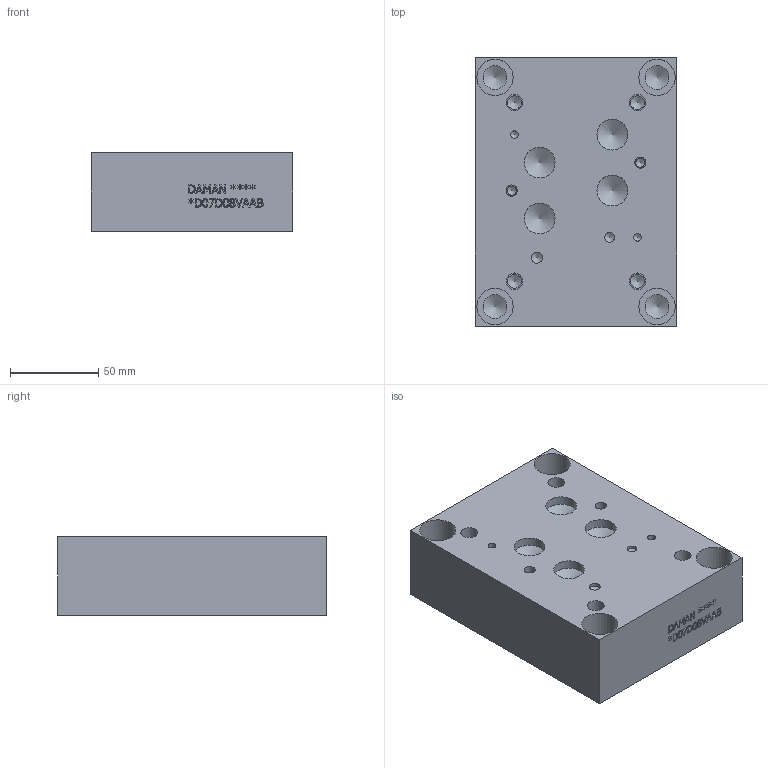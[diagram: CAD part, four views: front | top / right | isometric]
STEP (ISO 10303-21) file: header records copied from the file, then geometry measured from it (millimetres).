
FILE_DESCRIPTION(/* description */ (''),/* implementation_level */ '2;1');
FILE_NAME(/* name */ '_D07D08VAAB.stp',/* time_stamp */ '2020-09-03T13:38:41-04:00',/* author */ ('devonn'),/* organization */ (''),/* preprocessor_version */ 'ST-DEVELOPER v17',/* originating_system */ 'Autodesk Inventor 2019',/* authorisation */ '');
FILE_SCHEMA (('AUTOMOTIVE_DESIGN { 1 0 10303 214 3 1 1 }'));
Length unit declared in the file: millimetre
Products named in the file (1): Part_AD07D08VAAB.C00115R9_3D
Bounding box: 114.3 x 152.4 x 44.45 mm (x, y, z)
Volume: 701494.7 mm3; surface area: 74932.6 mm2
Topology: 1 solids, 1 shells, 411 faces, 1129 edges, 768 vertices
Faces by surface type: plane 254, bspline 81, cylinder 46, cone 30
Full cylindrical faces by diameter (mm): 4.369 x2, 5.105 x2, 5.537 x1, 6.35 x6, 7.925 x4, 9.525 x4, 11.125 x1, 13.487 x8, 17.475 x4, 20.625 x4, 23.012 x4, 25.4 x2, 33.35 x4
Entity records: 13675 total; most frequent: CARTESIAN_POINT 3332, ORIENTED_EDGE 2198, DIRECTION 1767, EDGE_CURVE 1099, LINE 769, VECTOR 769, VERTEX_POINT 768, AXIS2_PLACEMENT_3D 499
